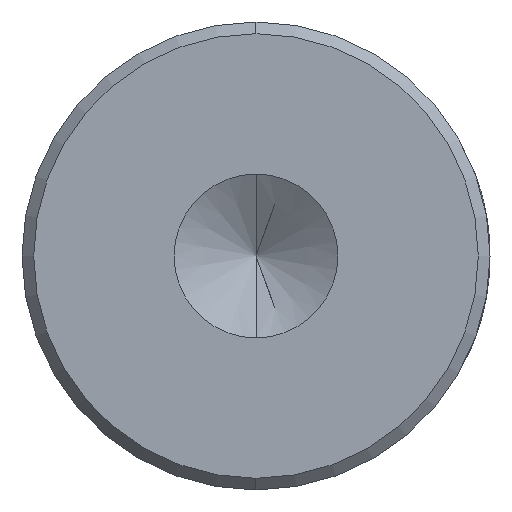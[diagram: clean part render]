
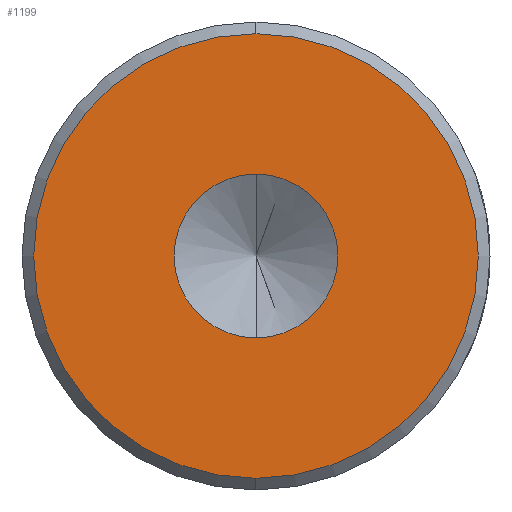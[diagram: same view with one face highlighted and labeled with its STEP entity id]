
A CAD part, left-side view. The second image highlights one B-rep face of the part: STEP entity #1199.
In plain terms, the highlighted planar face has unit normal (-1, 0, 0).
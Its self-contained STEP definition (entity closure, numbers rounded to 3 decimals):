
#25 = CARTESIAN_POINT ( 'NONE',  ( 0., 0., -3.5 ) ) ;
#41 = DIRECTION ( 'NONE',  ( -1., 0., 0. ) ) ;
#44 = DIRECTION ( 'NONE',  ( 0., 0., 1. ) ) ;
#51 = CARTESIAN_POINT ( 'NONE',  ( 0., 0., 0. ) ) ;
#67 = AXIS2_PLACEMENT_3D ( 'NONE', #1174, #579, #1270 ) ;
#143 = EDGE_CURVE ( 'NONE', #1195, #198, #381, .T. ) ;
#184 = FACE_BOUND ( 'NONE', #1190, .T. ) ;
#198 = VERTEX_POINT ( 'NONE', #476 ) ;
#276 = ORIENTED_EDGE ( 'NONE', *, *, #143, .F. ) ;
#299 = EDGE_CURVE ( 'NONE', #677, #1126, #1283, .T. ) ;
#344 = AXIS2_PLACEMENT_3D ( 'NONE', #1077, #479, #1183 ) ;
#357 = EDGE_CURVE ( 'NONE', #198, #1195, #712, .T. ) ;
#381 = CIRCLE ( 'NONE', #782, 3.5 ) ;
#447 = CARTESIAN_POINT ( 'NONE',  ( 0., 0., -9.501 ) ) ;
#454 = FACE_OUTER_BOUND ( 'NONE', #743, .T. ) ;
#460 = DIRECTION ( 'NONE',  ( -1., 0., 0. ) ) ;
#476 = CARTESIAN_POINT ( 'NONE',  ( 0., 0., 3.5 ) ) ;
#479 = DIRECTION ( 'NONE',  ( -1., 0., 0. ) ) ;
#547 = AXIS2_PLACEMENT_3D ( 'NONE', #1060, #460, #1166 ) ;
#579 = DIRECTION ( 'NONE',  ( -1., 0., 0. ) ) ;
#613 = AXIS2_PLACEMENT_3D ( 'NONE', #842, #669, #44 ) ;
#627 = ORIENTED_EDGE ( 'NONE', *, *, #357, .F. ) ;
#636 = CARTESIAN_POINT ( 'NONE',  ( 0., 0., 9.501 ) ) ;
#669 = DIRECTION ( 'NONE',  ( -1., 0., 0. ) ) ;
#677 = VERTEX_POINT ( 'NONE', #447 ) ;
#688 = ORIENTED_EDGE ( 'NONE', *, *, #1202, .T. ) ;
#712 = CIRCLE ( 'NONE', #344, 3.5 ) ;
#716 = CIRCLE ( 'NONE', #547, 9.501 ) ;
#743 = EDGE_LOOP ( 'NONE', ( #796, #688 ) ) ;
#763 = DIRECTION ( 'NONE',  ( 0., 0., 1. ) ) ;
#782 = AXIS2_PLACEMENT_3D ( 'NONE', #51, #41, #763 ) ;
#796 = ORIENTED_EDGE ( 'NONE', *, *, #299, .T. ) ;
#842 = CARTESIAN_POINT ( 'NONE',  ( 0., 0., 0. ) ) ;
#1060 = CARTESIAN_POINT ( 'NONE',  ( 0., 0., 0. ) ) ;
#1077 = CARTESIAN_POINT ( 'NONE',  ( 0., 0., 0. ) ) ;
#1126 = VERTEX_POINT ( 'NONE', #636 ) ;
#1166 = DIRECTION ( 'NONE',  ( 0., 0., 1. ) ) ;
#1174 = CARTESIAN_POINT ( 'NONE',  ( 0., 0., 0. ) ) ;
#1183 = DIRECTION ( 'NONE',  ( 0., 0., 1. ) ) ;
#1190 = EDGE_LOOP ( 'NONE', ( #627, #276 ) ) ;
#1195 = VERTEX_POINT ( 'NONE', #25 ) ;
#1199 = ADVANCED_FACE ( 'NONE', ( #454, #184 ), #1257, .T. ) ;
#1202 = EDGE_CURVE ( 'NONE', #1126, #677, #716, .T. ) ;
#1257 = PLANE ( 'NONE',  #613 ) ;
#1270 = DIRECTION ( 'NONE',  ( 0., 0., 1. ) ) ;
#1283 = CIRCLE ( 'NONE', #67, 9.501 ) ;
